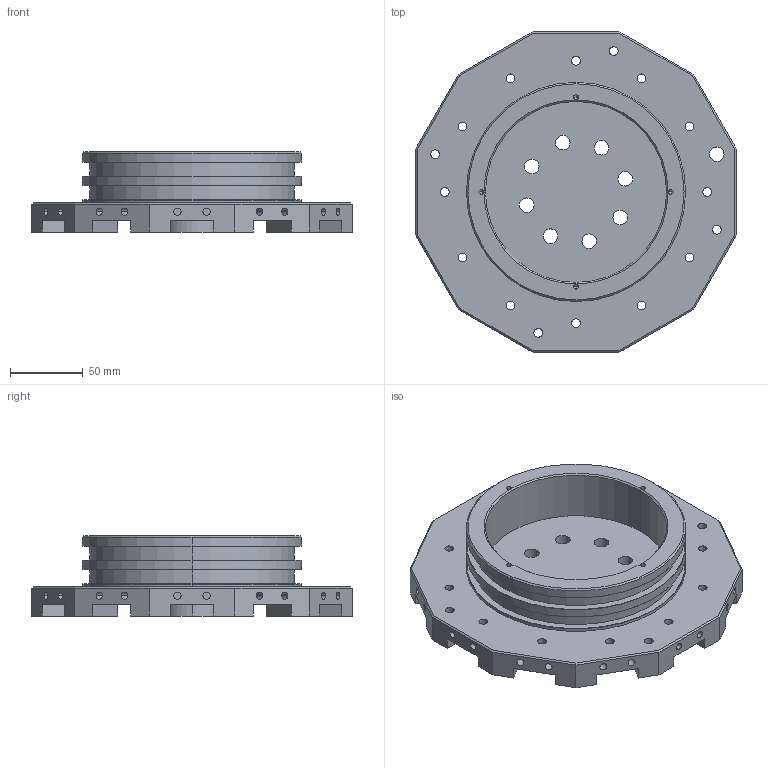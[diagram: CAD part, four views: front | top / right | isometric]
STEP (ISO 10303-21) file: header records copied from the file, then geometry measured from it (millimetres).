
FILE_DESCRIPTION (( 'STEP AP214' ), '1' );
FILE_NAME ('Bride_6_pouces_metal.STEP', '2024-03-13T22:37:35', ( '' ), ( '' ), 'SwSTEP 2.0', 'SolidWorks 2022', '' );
FILE_SCHEMA (( 'AUTOMOTIVE_DESIGN' ));
Length unit declared in the file: millimetre
Products named in the file (1): Bride_6_pouces_metal
Bounding box: 220 x 220 x 55 mm (x, y, z)
Volume: 662058.6 mm3; surface area: 152186.5 mm2
Topology: 1 solids, 1 shells, 401 faces, 1036 edges, 676 vertices
Faces by surface type: cylinder 260, plane 121, cone 20
Entity records: 12524 total; most frequent: DIRECTION 2364, CARTESIAN_POINT 2106, ORIENTED_EDGE 2056, EDGE_CURVE 1028, AXIS2_PLACEMENT_3D 934, VERTEX_POINT 676, CIRCLE 532, EDGE_LOOP 498
